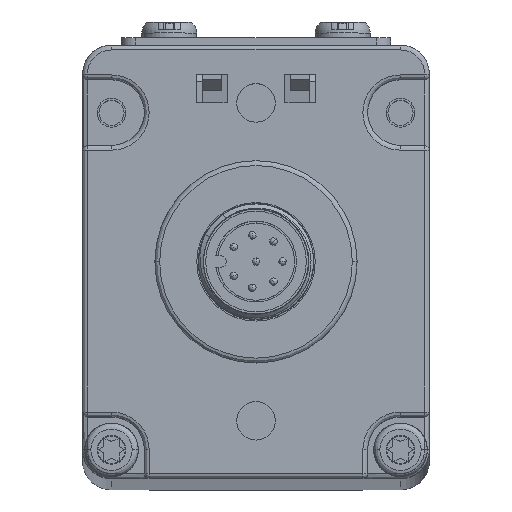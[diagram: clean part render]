
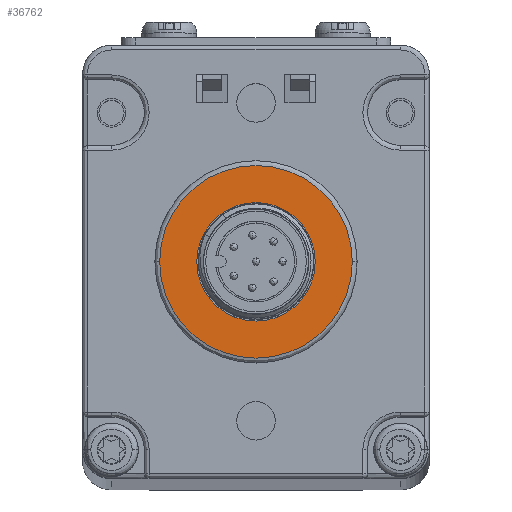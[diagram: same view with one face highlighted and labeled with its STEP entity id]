
A CAD part, top view. The second image highlights one B-rep face of the part: STEP entity #36762.
In plain terms, the highlighted planar face has unit normal (0, 0, 1).
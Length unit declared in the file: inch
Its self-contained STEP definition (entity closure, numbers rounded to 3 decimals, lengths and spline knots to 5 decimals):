
#11537=CARTESIAN_POINT('',(0.,0.88583,0.15748));
#11538=DIRECTION('',(0.,0.,1.));
#11539=DIRECTION('',(1.,0.,0.));
#11540=AXIS2_PLACEMENT_3D('',#11537,#11538,#11539);
#11552=CARTESIAN_POINT('',(0.,0.88583,0.15748));
#11553=DIRECTION('',(0.,0.,1.));
#11554=DIRECTION('',(1.,0.,0.));
#11555=AXIS2_PLACEMENT_3D('',#11552,#11553,#11554);
#11557=CARTESIAN_POINT('',(0.,0.88583,0.15748));
#11558=DIRECTION('',(0.,0.,1.));
#11559=DIRECTION('',(-1.,0.,0.));
#11560=AXIS2_PLACEMENT_3D('',#11557,#11558,#11559);
#11562=CARTESIAN_POINT('',(0.,0.88583,0.15748));
#11563=DIRECTION('',(0.,0.,1.));
#11564=DIRECTION('',(-1.,0.,0.));
#11565=AXIS2_PLACEMENT_3D('',#11562,#11563,#11564);
#19061=CARTESIAN_POINT('',(0.24213,0.88583,
0.15748));
#19062=CARTESIAN_POINT('',(-0.24213,0.88583,
0.15748));
#19063=VERTEX_POINT('',#19061);
#19064=VERTEX_POINT('',#19062);
#19337=CARTESIAN_POINT('',(0.3937,0.88583,
0.15748));
#19338=CARTESIAN_POINT('',(-0.3937,0.88583,
0.15748));
#19339=VERTEX_POINT('',#19337);
#19340=VERTEX_POINT('',#19338);
#36746=CARTESIAN_POINT('',(0.,0.,0.15748));
#36747=DIRECTION('',(0.,0.,1.));
#36748=DIRECTION('',(1.,0.,0.));
#36749=AXIS2_PLACEMENT_3D('',#36746,#36747,#36748);
#36750=PLANE('',#36749);
#36751=ORIENTED_EDGE('',*,*,#36736,.F.);
#36753=ORIENTED_EDGE('',*,*,#36752,.F.);
#36754=EDGE_LOOP('',(#36751,#36753));
#36755=FACE_OUTER_BOUND('',#36754,.F.);
#36757=ORIENTED_EDGE('',*,*,#36756,.T.);
#36759=ORIENTED_EDGE('',*,*,#36758,.T.);
#36760=EDGE_LOOP('',(#36757,#36759));
#36761=FACE_BOUND('',#36760,.F.);
#36762=ADVANCED_FACE('',(#36755,#36761),#36750,.T.);
#11541=CIRCLE('',#11540,0.3937);
#11556=CIRCLE('',#11555,0.24213);
#11561=CIRCLE('',#11560,0.24213);
#11566=CIRCLE('',#11565,0.3937);
#36736=EDGE_CURVE('',#19339,#19340,#11541,.T.);
#36752=EDGE_CURVE('',#19340,#19339,#11566,.T.);
#36756=EDGE_CURVE('',#19063,#19064,#11556,.T.);
#36758=EDGE_CURVE('',#19064,#19063,#11561,.T.);
